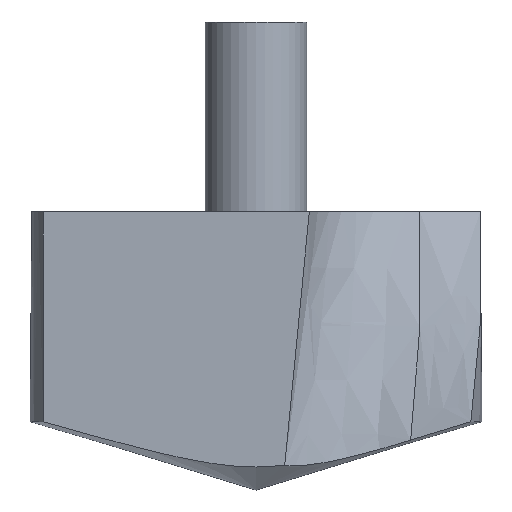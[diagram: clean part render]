
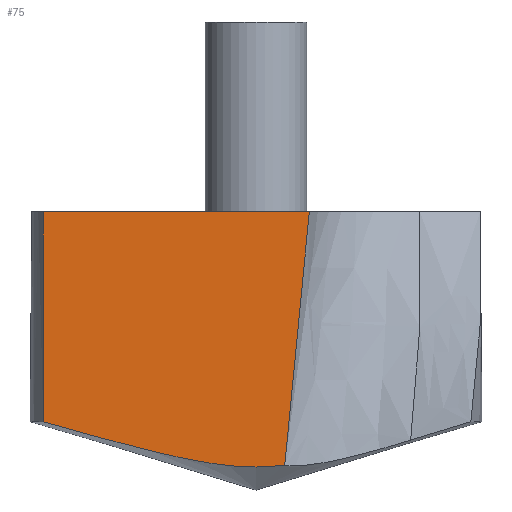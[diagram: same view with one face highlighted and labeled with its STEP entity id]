
A CAD part, front view. The second image highlights one B-rep face of the part: STEP entity #75.
In plain terms, the highlighted planar face has unit normal (0, -1, 0).
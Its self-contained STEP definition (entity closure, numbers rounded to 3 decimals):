
#49=FACE_OUTER_BOUND('',#90,.T.);
#53=PLANE('',#255);
#58=LINE('',#384,#62);
#60=LINE('',#1019,#64);
#62=VECTOR('',#276,1.);
#64=VECTOR('',#284,1.);
#75=ADVANCED_FACE('',(#49),#53,.T.);
#90=EDGE_LOOP('',(#142,#143,#144,#145));
#142=ORIENTED_EDGE('',*,*,#171,.T.);
#143=ORIENTED_EDGE('',*,*,#154,.T.);
#144=ORIENTED_EDGE('',*,*,#173,.T.);
#145=ORIENTED_EDGE('',*,*,#163,.T.);
#154=EDGE_CURVE('',#189,#188,#228,.T.);
#163=EDGE_CURVE('',#198,#197,#58,.T.);
#171=EDGE_CURVE('',#197,#189,#60,.T.);
#173=EDGE_CURVE('',#188,#198,#237,.T.);
#188=VERTEX_POINT('',#338);
#189=VERTEX_POINT('',#347);
#197=VERTEX_POINT('',#383);
#198=VERTEX_POINT('',#385);
#228=B_SPLINE_CURVE_WITH_KNOTS('',3,(#339,#340,#341,#342,#343,#344,#345,
#346),.UNSPECIFIED.,.F.,.F.,(4,2,2,4),(0.,0.5,0.75,1.),.UNSPECIFIED.);
#237=B_SPLINE_CURVE_WITH_KNOTS('',3,(#1025,#1026,#1027,#1028),
 .UNSPECIFIED.,.F.,.F.,(4,4),(0.,1.),.UNSPECIFIED.);
#255=AXIS2_PLACEMENT_3D('',#2169,#293,#294);
#276=DIRECTION('',(-1.,0.,0.));
#284=DIRECTION('',(0.,0.,-1.));
#293=DIRECTION('',(0.,-1.,0.));
#294=DIRECTION('',(0.,0.,-1.));
#338=CARTESIAN_POINT('',(1.693,-4.485,-14.952));
#339=CARTESIAN_POINT('',(-12.548,-4.485,-12.374));
#340=CARTESIAN_POINT('',(-10.217,-4.485,-13.037));
#341=CARTESIAN_POINT('',(-7.884,-4.485,-13.696));
#342=CARTESIAN_POINT('',(-4.353,-4.485,-14.525));
#343=CARTESIAN_POINT('',(-3.171,-4.485,-14.774));
#344=CARTESIAN_POINT('',(-0.767,-4.485,-15.066));
#345=CARTESIAN_POINT('',(0.482,-4.485,-15.081));
#346=CARTESIAN_POINT('',(1.693,-4.485,-14.952));
#347=CARTESIAN_POINT('',(-12.548,-4.485,-12.374));
#383=CARTESIAN_POINT('',(-12.548,-4.485,0.));
#384=CARTESIAN_POINT('',(3.,-4.485,0.));
#385=CARTESIAN_POINT('',(3.143,-4.485,0.));
#1019=CARTESIAN_POINT('',(-12.548,-4.485,0.));
#1025=CARTESIAN_POINT('',(1.693,-4.485,-14.952));
#1026=CARTESIAN_POINT('',(2.007,-4.485,-9.952));
#1027=CARTESIAN_POINT('',(2.51,-4.485,-4.969));
#1028=CARTESIAN_POINT('',(3.143,-4.485,0.));
#2169=CARTESIAN_POINT('',(0.,-4.485,0.));
